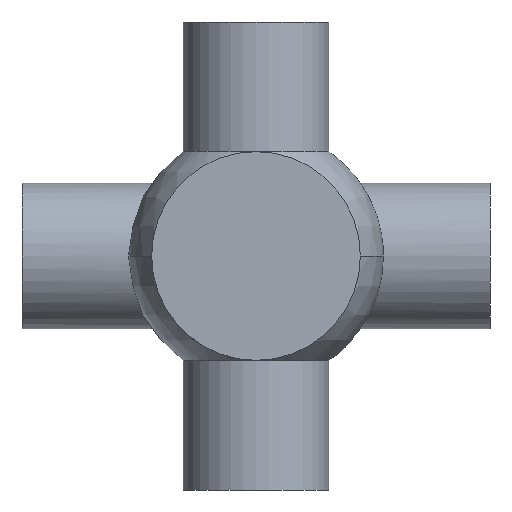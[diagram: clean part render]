
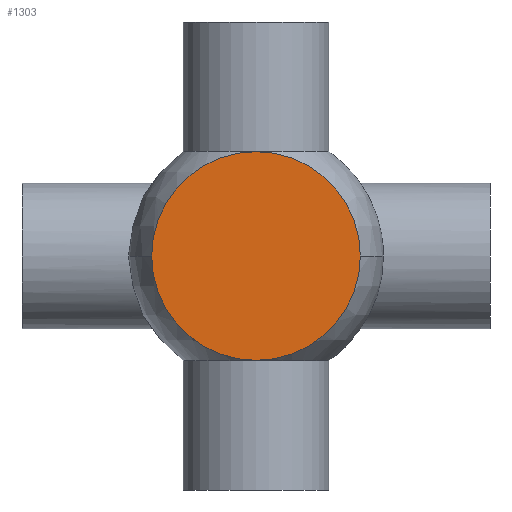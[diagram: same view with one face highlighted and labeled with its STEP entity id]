
A CAD part, front view. The second image highlights one B-rep face of the part: STEP entity #1303.
In plain terms, the highlighted planar face has unit normal (0, -1, 0).
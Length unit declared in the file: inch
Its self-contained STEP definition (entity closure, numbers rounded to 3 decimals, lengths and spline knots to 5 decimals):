
#37 = ORIENTED_EDGE ( 'NONE', *, *, #1148, .F. ) ;
#50 = DIRECTION ( 'NONE',  ( 0., 1., 0. ) ) ;
#53 = EDGE_LOOP ( 'NONE', ( #37, #1572 ) ) ;
#60 = DIRECTION ( 'NONE',  ( -1., 0., 0. ) ) ;
#161 = CARTESIAN_POINT ( 'NONE',  ( 0., -7.256, 0. ) ) ;
#184 = AXIS2_PLACEMENT_3D ( 'NONE', #748, #50, #60 ) ;
#310 = VERTEX_POINT ( 'NONE', #791 ) ;
#354 = FACE_OUTER_BOUND ( 'NONE', #53, .T. ) ;
#373 = CARTESIAN_POINT ( 'NONE',  ( -1.79, -7.256, 0. ) ) ;
#393 = DIRECTION ( 'NONE',  ( -1., 0., 0. ) ) ;
#399 = CIRCLE ( 'NONE', #1126, 1.79 ) ;
#442 = CIRCLE ( 'NONE', #459, 1.79 ) ;
#459 = AXIS2_PLACEMENT_3D ( 'NONE', #161, #1254, #393 ) ;
#500 = VERTEX_POINT ( 'NONE', #373 ) ;
#748 = CARTESIAN_POINT ( 'NONE',  ( 0., -7.256, 0. ) ) ;
#791 = CARTESIAN_POINT ( 'NONE',  ( 1.79, -7.256, 0. ) ) ;
#861 = DIRECTION ( 'NONE',  ( 0., 1., 0. ) ) ;
#1126 = AXIS2_PLACEMENT_3D ( 'NONE', #1265, #861, #1272 ) ;
#1148 = EDGE_CURVE ( 'NONE', #500, #310, #442, .T. ) ;
#1254 = DIRECTION ( 'NONE',  ( 0., 1., 0. ) ) ;
#1265 = CARTESIAN_POINT ( 'NONE',  ( 0., -7.256, 0. ) ) ;
#1272 = DIRECTION ( 'NONE',  ( -1., 0., 0. ) ) ;
#1303 = ADVANCED_FACE ( 'NONE', ( #354 ), #1475, .F. ) ;
#1387 = EDGE_CURVE ( 'NONE', #310, #500, #399, .T. ) ;
#1475 = PLANE ( 'NONE',  #184 ) ;
#1572 = ORIENTED_EDGE ( 'NONE', *, *, #1387, .F. ) ;
